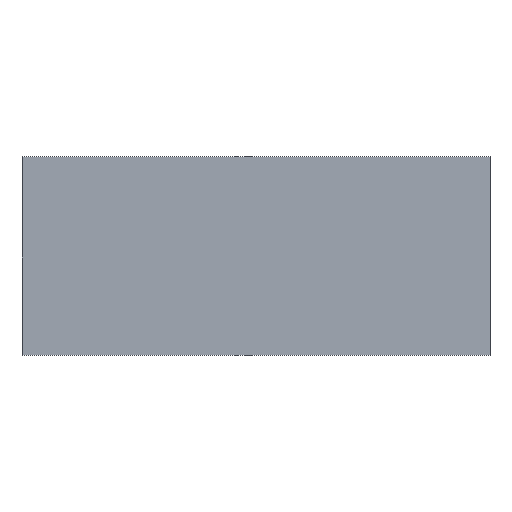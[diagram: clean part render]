
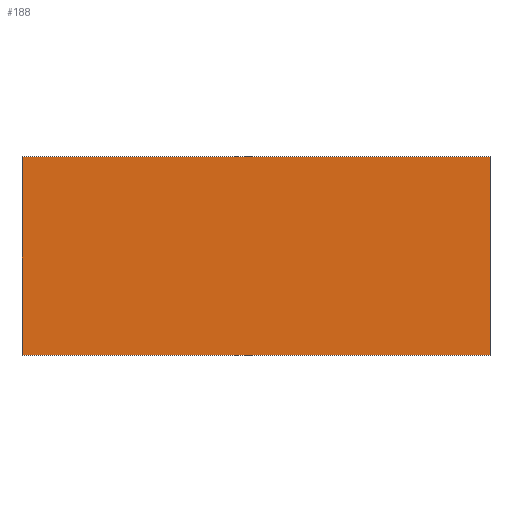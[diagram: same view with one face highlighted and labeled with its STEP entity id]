
A CAD part, top view. The second image highlights one B-rep face of the part: STEP entity #188.
In plain terms, the highlighted planar face has unit normal (0, 0, 1).
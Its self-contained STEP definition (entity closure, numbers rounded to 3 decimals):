
#4 = CARTESIAN_POINT ( 'NONE',  ( 243., 103., 3. ) ) ;
#9 = VERTEX_POINT ( 'NONE', #173 ) ;
#21 = FACE_OUTER_BOUND ( 'NONE', #165, .T. ) ;
#22 = VECTOR ( 'NONE', #161, 1000. ) ;
#24 = CARTESIAN_POINT ( 'NONE',  ( 243., -103., 3. ) ) ;
#25 = LINE ( 'NONE', #4, #22 ) ;
#38 = LINE ( 'NONE', #48, #44 ) ;
#44 = VECTOR ( 'NONE', #66, 1000. ) ;
#48 = CARTESIAN_POINT ( 'NONE',  ( -243., -103., 3. ) ) ;
#49 = VERTEX_POINT ( 'NONE', #189 ) ;
#52 = ORIENTED_EDGE ( 'NONE', *, *, #89, .T. ) ;
#58 = CARTESIAN_POINT ( 'NONE',  ( 243., -103., 3. ) ) ;
#62 = LINE ( 'NONE', #24, #167 ) ;
#66 = DIRECTION ( 'NONE',  ( 0., -1., 0. ) ) ;
#68 = AXIS2_PLACEMENT_3D ( 'NONE', #152, #143, #142 ) ;
#75 = ORIENTED_EDGE ( 'NONE', *, *, #99, .T. ) ;
#89 = EDGE_CURVE ( 'NONE', #130, #179, #38, .T. ) ;
#95 = DIRECTION ( 'NONE',  ( 1., 0., 0. ) ) ;
#99 = EDGE_CURVE ( 'NONE', #179, #49, #181, .T. ) ;
#108 = EDGE_CURVE ( 'NONE', #49, #9, #62, .T. ) ;
#112 = EDGE_CURVE ( 'NONE', #9, #130, #25, .T. ) ;
#113 = ORIENTED_EDGE ( 'NONE', *, *, #108, .T. ) ;
#118 = ORIENTED_EDGE ( 'NONE', *, *, #112, .T. ) ;
#130 = VERTEX_POINT ( 'NONE', #163 ) ;
#142 = DIRECTION ( 'NONE',  ( 1., 0., 0. ) ) ;
#143 = DIRECTION ( 'NONE',  ( 0., 0., 1. ) ) ;
#151 = PLANE ( 'NONE',  #68 ) ;
#152 = CARTESIAN_POINT ( 'NONE',  ( 0., 0., 3. ) ) ;
#156 = CARTESIAN_POINT ( 'NONE',  ( -243., -103., 3. ) ) ;
#161 = DIRECTION ( 'NONE',  ( -1., 0., 0. ) ) ;
#163 = CARTESIAN_POINT ( 'NONE',  ( -243., 103., 3. ) ) ;
#165 = EDGE_LOOP ( 'NONE', ( #52, #75, #113, #118 ) ) ;
#167 = VECTOR ( 'NONE', #195, 1000. ) ;
#173 = CARTESIAN_POINT ( 'NONE',  ( 243., 103., 3. ) ) ;
#179 = VERTEX_POINT ( 'NONE', #156 ) ;
#181 = LINE ( 'NONE', #58, #198 ) ;
#188 = ADVANCED_FACE ( 'NONE', ( #21 ), #151, .T. ) ;
#189 = CARTESIAN_POINT ( 'NONE',  ( 243., -103., 3. ) ) ;
#195 = DIRECTION ( 'NONE',  ( 0., 1., 0. ) ) ;
#198 = VECTOR ( 'NONE', #95, 1000. ) ;
